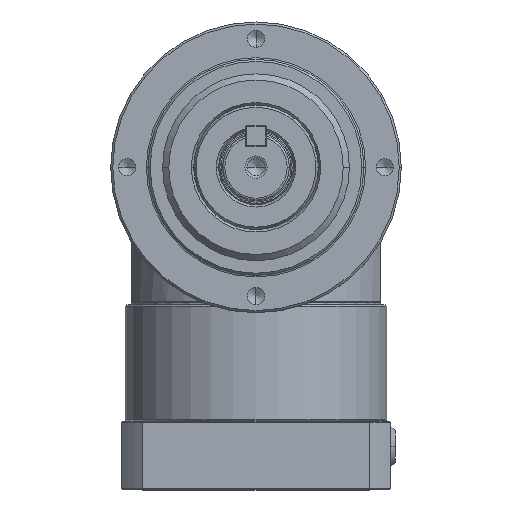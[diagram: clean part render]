
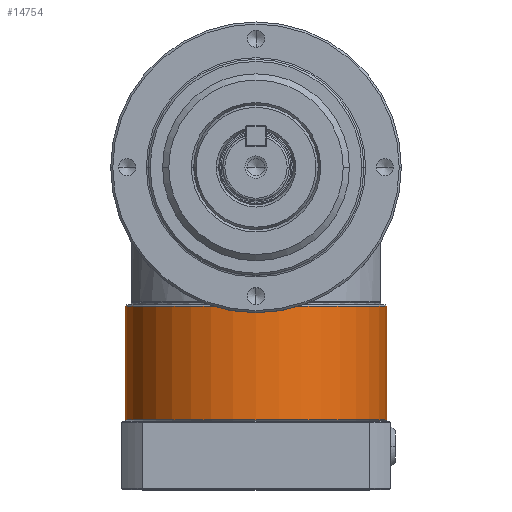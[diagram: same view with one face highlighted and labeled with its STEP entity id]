
A CAD part, top view. The second image highlights one B-rep face of the part: STEP entity #14754.
In plain terms, the highlighted cylindrical face has radius 31.5 mm (diameter 63 mm), a partial arc.
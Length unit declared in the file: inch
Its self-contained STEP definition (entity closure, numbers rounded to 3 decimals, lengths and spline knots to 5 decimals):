
#2948 = DIRECTION ( 'NONE',  ( 0., -1., 0. ) ) ;
#3251 = CARTESIAN_POINT ( 'NONE',  ( -1.24016, -1.31102, -3.30709 ) ) ;
#4845 = DIRECTION ( 'NONE',  ( 0., 1., 0. ) ) ;
#5009 = AXIS2_PLACEMENT_3D ( 'NONE', #13519, #4845, #14973 ) ;
#5289 = CIRCLE ( 'NONE', #5009, 1.24016 ) ;
#5596 = ORIENTED_EDGE ( 'NONE', *, *, #13802, .F. ) ;
#5902 = VERTEX_POINT ( 'NONE', #6766 ) ;
#6766 = CARTESIAN_POINT ( 'NONE',  ( 1.24016, -1.31102, -3.30709 ) ) ;
#7518 = ORIENTED_EDGE ( 'NONE', *, *, #11289, .T. ) ;
#7601 = CARTESIAN_POINT ( 'NONE',  ( 1.24016, -2.38976, -3.30709 ) ) ;
#8529 = CARTESIAN_POINT ( 'NONE',  ( -1.24016, -2.40157, -3.30709 ) ) ;
#9126 = CYLINDRICAL_SURFACE ( 'NONE', #16896, 1.24016 ) ;
#9191 = ORIENTED_EDGE ( 'NONE', *, *, #14450, .F. ) ;
#9806 = DIRECTION ( 'NONE',  ( 0., 1., 0. ) ) ;
#10181 = VERTEX_POINT ( 'NONE', #7601 ) ;
#10936 = EDGE_CURVE ( 'NONE', #14895, #17608, #14969, .T. ) ;
#11289 = EDGE_CURVE ( 'NONE', #10181, #5902, #13384, .T. ) ;
#11546 = DIRECTION ( 'NONE',  ( 1., 0., 0. ) ) ;
#11634 = CARTESIAN_POINT ( 'NONE',  ( 0., -2.38976, -3.30709 ) ) ;
#12922 = VECTOR ( 'NONE', #9806, 39.37008 ) ;
#12933 = CARTESIAN_POINT ( 'NONE',  ( 0., -2.40157, -3.30709 ) ) ;
#13095 = DIRECTION ( 'NONE',  ( 1., 0., 0. ) ) ;
#13276 = EDGE_LOOP ( 'NONE', ( #18039, #5596, #7518, #9191 ) ) ;
#13384 = LINE ( 'NONE', #18447, #12922 ) ;
#13519 = CARTESIAN_POINT ( 'NONE',  ( 0., -1.31102, -3.30709 ) ) ;
#13802 = EDGE_CURVE ( 'NONE', #10181, #14895, #14389, .T. ) ;
#14389 = CIRCLE ( 'NONE', #15889, 1.24016 ) ;
#14450 = EDGE_CURVE ( 'NONE', #17608, #5902, #5289, .T. ) ;
#14524 = VECTOR ( 'NONE', #17216, 39.37008 ) ;
#14754 = ADVANCED_FACE ( 'NONE', ( #16815 ), #9126, .T. ) ;
#14895 = VERTEX_POINT ( 'NONE', #16336 ) ;
#14969 = LINE ( 'NONE', #8529, #14524 ) ;
#14973 = DIRECTION ( 'NONE',  ( 1., 0., 0. ) ) ;
#15889 = AXIS2_PLACEMENT_3D ( 'NONE', #11634, #2948, #13095 ) ;
#15900 = DIRECTION ( 'NONE',  ( 0., 1., 0. ) ) ;
#16336 = CARTESIAN_POINT ( 'NONE',  ( -1.24016, -2.38976, -3.30709 ) ) ;
#16815 = FACE_OUTER_BOUND ( 'NONE', #13276, .T. ) ;
#16896 = AXIS2_PLACEMENT_3D ( 'NONE', #12933, #15900, #11546 ) ;
#17216 = DIRECTION ( 'NONE',  ( 0., 1., 0. ) ) ;
#17608 = VERTEX_POINT ( 'NONE', #3251 ) ;
#18039 = ORIENTED_EDGE ( 'NONE', *, *, #10936, .F. ) ;
#18447 = CARTESIAN_POINT ( 'NONE',  ( 1.24016, -2.40157, -3.30709 ) ) ;
